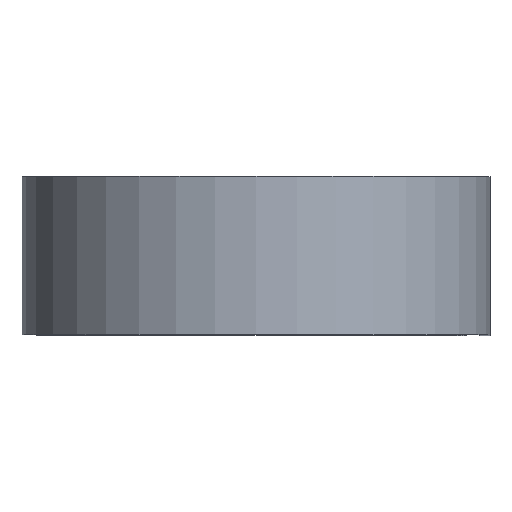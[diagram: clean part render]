
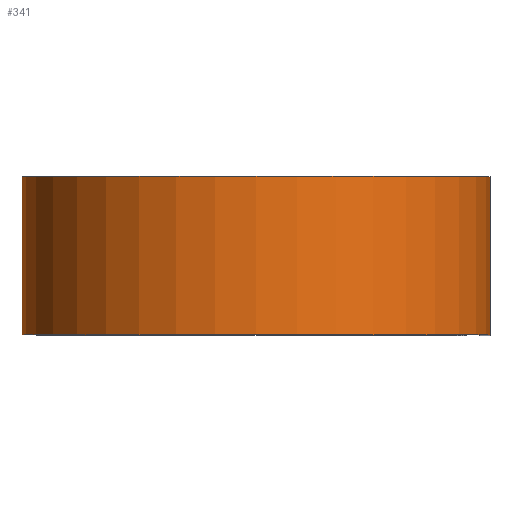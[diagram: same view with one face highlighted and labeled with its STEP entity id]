
A CAD part, top view. The second image highlights one B-rep face of the part: STEP entity #341.
In plain terms, the highlighted cylindrical face has radius 28.207 mm (diameter 56.413 mm), a partial arc.
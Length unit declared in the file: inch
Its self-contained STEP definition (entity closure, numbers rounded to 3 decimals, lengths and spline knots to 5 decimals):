
#45 = DIRECTION ( 'NONE',  ( 1., 0., 0. ) ) ;
#68 = VERTEX_POINT ( 'NONE', #278 ) ;
#96 = DIRECTION ( 'NONE',  ( 0., 1., 0. ) ) ;
#109 = CARTESIAN_POINT ( 'NONE',  ( 0., -0.375, 0. ) ) ;
#118 = ORIENTED_EDGE ( 'NONE', *, *, #169, .T. ) ;
#169 = EDGE_CURVE ( 'NONE', #191, #243, #714, .T. ) ;
#190 = CARTESIAN_POINT ( 'NONE',  ( 1.1105, 0.375, 0. ) ) ;
#191 = VERTEX_POINT ( 'NONE', #329 ) ;
#192 = ORIENTED_EDGE ( 'NONE', *, *, #351, .F. ) ;
#196 = VERTEX_POINT ( 'NONE', #190 ) ;
#243 = VERTEX_POINT ( 'NONE', #556 ) ;
#253 = CIRCLE ( 'NONE', #587, 1.1105 ) ;
#278 = CARTESIAN_POINT ( 'NONE',  ( 1.1105, -0.375, 0. ) ) ;
#288 = DIRECTION ( 'NONE',  ( 0., -1., 0. ) ) ;
#302 = DIRECTION ( 'NONE',  ( 0., -1., 0. ) ) ;
#310 = CARTESIAN_POINT ( 'NONE',  ( 1.1105, 0.375, 0. ) ) ;
#325 = AXIS2_PLACEMENT_3D ( 'NONE', #418, #538, #413 ) ;
#329 = CARTESIAN_POINT ( 'NONE',  ( 0., 0.375, -1.1105 ) ) ;
#341 = ADVANCED_FACE ( 'NONE', ( #583 ), #563, .T. ) ;
#351 = EDGE_CURVE ( 'NONE', #196, #68, #568, .T. ) ;
#400 = CIRCLE ( 'NONE', #428, 1.1105 ) ;
#413 = DIRECTION ( 'NONE',  ( 0., 0., -1. ) ) ;
#415 = CARTESIAN_POINT ( 'NONE',  ( 0., 0.375, 0. ) ) ;
#418 = CARTESIAN_POINT ( 'NONE',  ( 0., 0.375, 0. ) ) ;
#428 = AXIS2_PLACEMENT_3D ( 'NONE', #109, #96, #45 ) ;
#439 = CARTESIAN_POINT ( 'NONE',  ( 0., 0.375, -1.1105 ) ) ;
#448 = DIRECTION ( 'NONE',  ( 0., 1., 0. ) ) ;
#474 = EDGE_LOOP ( 'NONE', ( #666, #192, #503, #118 ) ) ;
#490 = EDGE_CURVE ( 'NONE', #243, #68, #400, .T. ) ;
#503 = ORIENTED_EDGE ( 'NONE', *, *, #612, .F. ) ;
#515 = DIRECTION ( 'NONE',  ( 1., 0., 0. ) ) ;
#538 = DIRECTION ( 'NONE',  ( 0., -1., 0. ) ) ;
#556 = CARTESIAN_POINT ( 'NONE',  ( 0., -0.375, -1.1105 ) ) ;
#563 = CYLINDRICAL_SURFACE ( 'NONE', #325, 1.1105 ) ;
#568 = LINE ( 'NONE', #310, #572 ) ;
#572 = VECTOR ( 'NONE', #302, 39.37008 ) ;
#583 = FACE_OUTER_BOUND ( 'NONE', #474, .T. ) ;
#587 = AXIS2_PLACEMENT_3D ( 'NONE', #415, #448, #515 ) ;
#612 = EDGE_CURVE ( 'NONE', #191, #196, #253, .T. ) ;
#666 = ORIENTED_EDGE ( 'NONE', *, *, #490, .T. ) ;
#709 = VECTOR ( 'NONE', #288, 39.37008 ) ;
#714 = LINE ( 'NONE', #439, #709 ) ;
